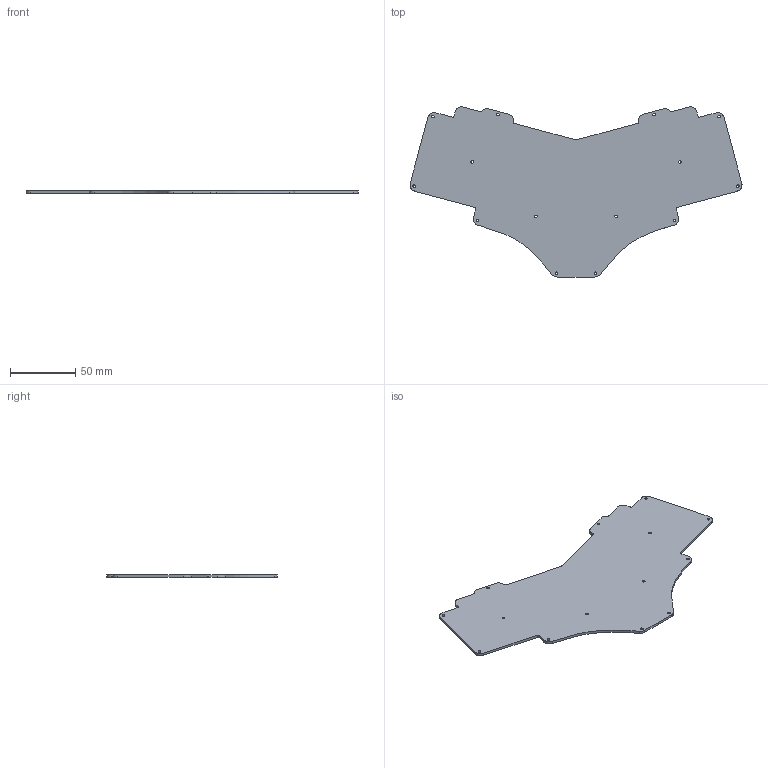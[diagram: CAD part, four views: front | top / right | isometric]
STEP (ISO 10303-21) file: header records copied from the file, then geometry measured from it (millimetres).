
FILE_DESCRIPTION(/* description */ (''),/* implementation_level */ '2;1');
FILE_NAME(/* name */ 'bottom-plate.step',/* time_stamp */ '2021-07-29T16:47:55-07:00',/* author */ (''),/* organization */ (''),/* preprocessor_version */ 'ST-DEVELOPER v18.1',/* originating_system */ 'Autodesk Translation Framework v10.9.0.1377',/* authorisation */ '');
FILE_SCHEMA (('AUTOMOTIVE_DESIGN { 1 0 10303 214 3 1 1 }'));
Length unit declared in the file: millimetre
Products named in the file (1): pteron38-bottomplate
Bounding box: 255.27 x 130.81 x 2 mm (x, y, z)
Volume: 41800.9 mm3; surface area: 43348 mm2
Topology: 1 solids, 1 shells, 102 faces, 300 edges, 200 vertices
Faces by surface type: bspline 82, plane 20
Entity records: 3659 total; most frequent: CARTESIAN_POINT 1669, ORIENTED_EDGE 600, EDGE_CURVE 300, VERTEX_POINT 200, DIRECTION 178, LINE 136, VECTOR 136, EDGE_LOOP 130
